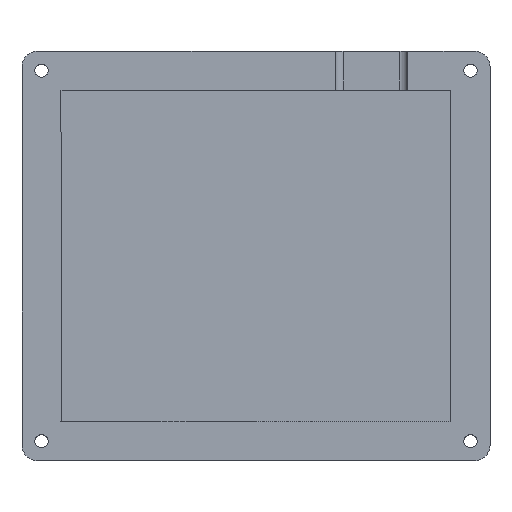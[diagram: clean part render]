
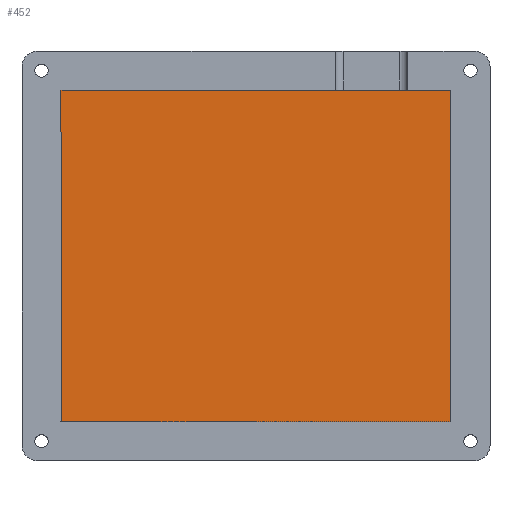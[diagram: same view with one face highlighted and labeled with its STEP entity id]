
A CAD part, top view. The second image highlights one B-rep face of the part: STEP entity #452.
In plain terms, the highlighted planar face has unit normal (0, 0, 1).
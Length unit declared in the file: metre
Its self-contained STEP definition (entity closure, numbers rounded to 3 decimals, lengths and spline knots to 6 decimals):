
#118=ORIENTED_EDGE('',*,*,#192,.F.);
#119=ORIENTED_EDGE('',*,*,#184,.T.);
#120=ORIENTED_EDGE('',*,*,#200,.T.);
#121=ORIENTED_EDGE('',*,*,#197,.F.);
#184=EDGE_CURVE('',#246,#247,#288,.T.);
#192=EDGE_CURVE('',#246,#254,#295,.T.);
#197=EDGE_CURVE('',#254,#258,#299,.T.);
#200=EDGE_CURVE('',#247,#258,#302,.T.);
#246=VERTEX_POINT('',#697);
#247=VERTEX_POINT('',#698);
#254=VERTEX_POINT('',#714);
#258=VERTEX_POINT('',#724);
#288=LINE('',#696,#330);
#295=LINE('',#713,#337);
#299=LINE('',#723,#341);
#302=LINE('',#729,#344);
#330=VECTOR('',#553,1.);
#337=VECTOR('',#564,1.);
#341=VECTOR('',#572,1.);
#344=VECTOR('',#577,1.);
#374=EDGE_LOOP('',(#118,#119,#120,#121));
#410=FACE_BOUND('',#374,.T.);
#438=PLANE('',#509);
#452=ADVANCED_FACE('',(#410),#438,.T.);
#509=AXIS2_PLACEMENT_3D('',#768,#623,#624);
#553=DIRECTION('',(0.,-1.,0.));
#564=DIRECTION('',(1.,0.,0.));
#572=DIRECTION('',(0.,-1.,0.));
#577=DIRECTION('',(1.,0.,0.));
#623=DIRECTION('',(0.,0.,1.));
#624=DIRECTION('',(1.,0.,0.));
#696=CARTESIAN_POINT('',(0.,-0.0425,0.003));
#697=CARTESIAN_POINT('',(0.,0.,0.003));
#698=CARTESIAN_POINT('',(0.,-0.085,0.003));
#713=CARTESIAN_POINT('',(0.05,0.,0.003));
#714=CARTESIAN_POINT('',(0.1,0.,0.003));
#723=CARTESIAN_POINT('',(0.1,-0.0425,0.003));
#724=CARTESIAN_POINT('',(0.1,-0.085,0.003));
#729=CARTESIAN_POINT('',(0.05,-0.085,0.003));
#768=CARTESIAN_POINT('',(0.05,-0.0425,0.003));
